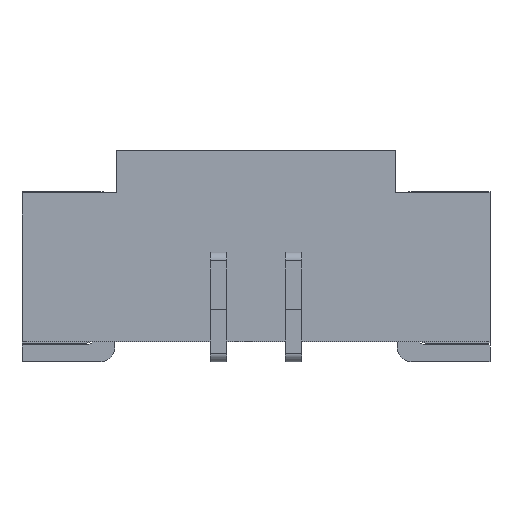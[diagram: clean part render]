
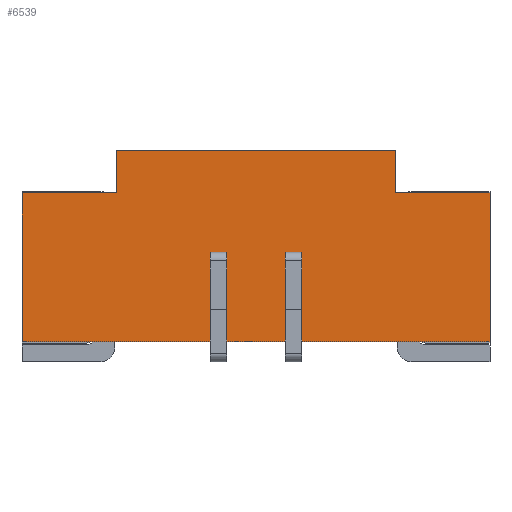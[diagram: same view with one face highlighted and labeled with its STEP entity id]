
A CAD part, front view. The second image highlights one B-rep face of the part: STEP entity #6539.
In plain terms, the highlighted planar face has unit normal (0, -1, 0).
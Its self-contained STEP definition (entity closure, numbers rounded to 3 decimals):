
#478=ORIENTED_EDGE('',*,*,#1881,.F.);
#479=ORIENTED_EDGE('',*,*,#1882,.T.);
#480=ORIENTED_EDGE('',*,*,#1883,.F.);
#481=ORIENTED_EDGE('',*,*,#1884,.T.);
#482=ORIENTED_EDGE('',*,*,#1885,.F.);
#483=ORIENTED_EDGE('',*,*,#1886,.T.);
#484=ORIENTED_EDGE('',*,*,#1887,.F.);
#485=ORIENTED_EDGE('',*,*,#1888,.T.);
#486=ORIENTED_EDGE('',*,*,#1850,.F.);
#487=ORIENTED_EDGE('',*,*,#1889,.T.);
#488=ORIENTED_EDGE('',*,*,#1890,.T.);
#489=ORIENTED_EDGE('',*,*,#1867,.F.);
#490=ORIENTED_EDGE('',*,*,#1891,.T.);
#491=ORIENTED_EDGE('',*,*,#1892,.T.);
#492=ORIENTED_EDGE('',*,*,#1833,.F.);
#493=ORIENTED_EDGE('',*,*,#1856,.F.);
#1833=EDGE_CURVE('',#2539,#2540,#3014,.T.);
#1850=EDGE_CURVE('',#2555,#2556,#3031,.T.);
#1856=EDGE_CURVE('',#2556,#2539,#3037,.T.);
#1867=EDGE_CURVE('',#2568,#2569,#3048,.T.);
#1881=EDGE_CURVE('',#2580,#2581,#3062,.T.);
#1882=EDGE_CURVE('',#2580,#2582,#3063,.T.);
#1883=EDGE_CURVE('',#2583,#2582,#3064,.T.);
#1884=EDGE_CURVE('',#2583,#2581,#3065,.T.);
#1885=EDGE_CURVE('',#2584,#2585,#3066,.T.);
#1886=EDGE_CURVE('',#2584,#2586,#3067,.T.);
#1887=EDGE_CURVE('',#2587,#2586,#3068,.T.);
#1888=EDGE_CURVE('',#2587,#2585,#3069,.T.);
#1889=EDGE_CURVE('',#2555,#2588,#3070,.T.);
#1890=EDGE_CURVE('',#2588,#2569,#3071,.T.);
#1891=EDGE_CURVE('',#2568,#2589,#3072,.T.);
#1892=EDGE_CURVE('',#2589,#2540,#3073,.T.);
#2539=VERTEX_POINT('',#8146);
#2540=VERTEX_POINT('',#8148);
#2555=VERTEX_POINT('',#8181);
#2556=VERTEX_POINT('',#8183);
#2568=VERTEX_POINT('',#8213);
#2569=VERTEX_POINT('',#8215);
#2580=VERTEX_POINT('',#8242);
#2581=VERTEX_POINT('',#8243);
#2582=VERTEX_POINT('',#8245);
#2583=VERTEX_POINT('',#8247);
#2584=VERTEX_POINT('',#8250);
#2585=VERTEX_POINT('',#8251);
#2586=VERTEX_POINT('',#8253);
#2587=VERTEX_POINT('',#8255);
#2588=VERTEX_POINT('',#8258);
#2589=VERTEX_POINT('',#8261);
#3014=LINE('',#8147,#3423);
#3031=LINE('',#8182,#3440);
#3037=LINE('',#8193,#3446);
#3048=LINE('',#8214,#3457);
#3062=LINE('',#8241,#3471);
#3063=LINE('',#8244,#3472);
#3064=LINE('',#8246,#3473);
#3065=LINE('',#8248,#3474);
#3066=LINE('',#8249,#3475);
#3067=LINE('',#8252,#3476);
#3068=LINE('',#8254,#3477);
#3069=LINE('',#8256,#3478);
#3070=LINE('',#8257,#3479);
#3071=LINE('',#8259,#3480);
#3072=LINE('',#8260,#3481);
#3073=LINE('',#8262,#3482);
#3423=VECTOR('',#7158,1000.);
#3440=VECTOR('',#7179,1000.);
#3446=VECTOR('',#7187,1000.);
#3457=VECTOR('',#7200,1000.);
#3471=VECTOR('',#7218,1000.);
#3472=VECTOR('',#7219,1000.);
#3473=VECTOR('',#7220,1000.);
#3474=VECTOR('',#7221,1000.);
#3475=VECTOR('',#7222,1000.);
#3476=VECTOR('',#7223,1000.);
#3477=VECTOR('',#7224,1000.);
#3478=VECTOR('',#7225,1000.);
#3479=VECTOR('',#7226,1000.);
#3480=VECTOR('',#7227,1000.);
#3481=VECTOR('',#7228,1000.);
#3482=VECTOR('',#7229,1000.);
#3826=EDGE_LOOP('',(#478,#479,#480,#481));
#3827=EDGE_LOOP('',(#482,#483,#484,#485));
#3828=EDGE_LOOP('',(#486,#487,#488,#489,#490,#491,#492,#493));
#4137=FACE_BOUND('',#3826,.T.);
#4138=FACE_BOUND('',#3827,.T.);
#4139=FACE_BOUND('',#3828,.T.);
#4448=PLANE('',#6857);
#6539=ADVANCED_FACE('',(#4137,#4138,#4139),#4448,.F.);
#6857=AXIS2_PLACEMENT_3D('',#8240,#7216,#7217);
#7158=DIRECTION('',(0.,0.,-1.));
#7179=DIRECTION('',(0.,0.,1.));
#7187=DIRECTION('',(1.,0.,0.));
#7200=DIRECTION('',(-1.,0.,0.));
#7216=DIRECTION('',(0.,1.,0.));
#7217=DIRECTION('',(0.,0.,1.));
#7218=DIRECTION('',(0.,0.,1.));
#7219=DIRECTION('',(-1.,0.,0.));
#7220=DIRECTION('',(0.,0.,-1.));
#7221=DIRECTION('',(1.,0.,0.));
#7222=DIRECTION('',(0.,0.,-1.));
#7223=DIRECTION('',(1.,0.,0.));
#7224=DIRECTION('',(0.,0.,1.));
#7225=DIRECTION('',(-1.,0.,0.));
#7226=DIRECTION('',(-1.,0.,0.));
#7227=DIRECTION('',(0.,0.,-1.));
#7228=DIRECTION('',(0.,0.,1.));
#7229=DIRECTION('',(-1.,0.,0.));
#8146=CARTESIAN_POINT('',(2.339,0.457,3.534));
#8147=CARTESIAN_POINT('',(2.339,0.457,3.534));
#8148=CARTESIAN_POINT('',(2.339,0.457,2.823));
#8181=CARTESIAN_POINT('',(-2.339,0.457,2.823));
#8182=CARTESIAN_POINT('',(-2.339,0.457,0.334));
#8183=CARTESIAN_POINT('',(-2.339,0.457,3.534));
#8193=CARTESIAN_POINT('',(-2.339,0.457,3.534));
#8213=CARTESIAN_POINT('',(3.914,0.457,0.334));
#8214=CARTESIAN_POINT('',(2.339,0.457,0.334));
#8215=CARTESIAN_POINT('',(-3.914,0.457,0.334));
#8240=CARTESIAN_POINT('',(0.,0.457,0.));
#8241=CARTESIAN_POINT('',(0.765,0.457,1.829));
#8242=CARTESIAN_POINT('',(0.765,0.457,1.245));
#8243=CARTESIAN_POINT('',(0.765,0.457,1.524));
#8244=CARTESIAN_POINT('',(0.765,0.457,1.245));
#8245=CARTESIAN_POINT('',(0.485,0.457,1.245));
#8246=CARTESIAN_POINT('',(0.485,0.457,1.829));
#8247=CARTESIAN_POINT('',(0.485,0.457,1.524));
#8248=CARTESIAN_POINT('',(0.485,0.457,1.524));
#8249=CARTESIAN_POINT('',(-0.765,0.457,1.829));
#8250=CARTESIAN_POINT('',(-0.765,0.457,1.524));
#8251=CARTESIAN_POINT('',(-0.765,0.457,1.245));
#8252=CARTESIAN_POINT('',(-0.765,0.457,1.524));
#8253=CARTESIAN_POINT('',(-0.485,0.457,1.524));
#8254=CARTESIAN_POINT('',(-0.485,0.457,1.829));
#8255=CARTESIAN_POINT('',(-0.485,0.457,1.245));
#8256=CARTESIAN_POINT('',(-0.485,0.457,1.245));
#8257=CARTESIAN_POINT('',(-2.339,0.457,2.823));
#8258=CARTESIAN_POINT('',(-3.914,0.457,2.823));
#8259=CARTESIAN_POINT('',(-3.914,0.457,2.823));
#8260=CARTESIAN_POINT('',(3.914,0.457,0.334));
#8261=CARTESIAN_POINT('',(3.914,0.457,2.823));
#8262=CARTESIAN_POINT('',(3.914,0.457,2.823));
